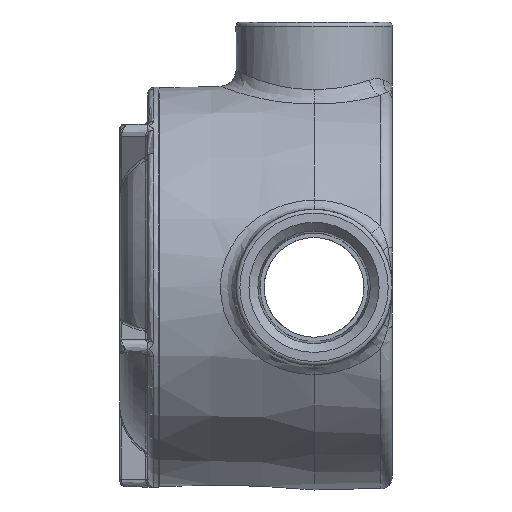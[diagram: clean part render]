
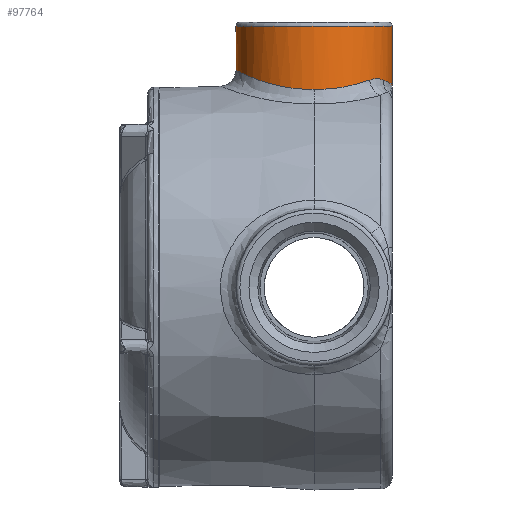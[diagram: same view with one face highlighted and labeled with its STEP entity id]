
A CAD part, left-side view. The second image highlights one B-rep face of the part: STEP entity #97764.
In plain terms, the highlighted cylindrical face has radius 30.956 mm (diameter 61.912 mm), a full revolution.
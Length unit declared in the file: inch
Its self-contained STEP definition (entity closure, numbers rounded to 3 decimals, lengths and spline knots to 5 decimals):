
#3864=B_SPLINE_CURVE_WITH_KNOTS('',3,(#124057,#124058,#124059,#124060,#124061,
#124062,#124063,#124064,#124065,#124066,#124067),.UNSPECIFIED.,.F.,.F.,
(4,1,1,1,1,1,2,4),(-1.77472,-1.59725,-1.41978,
-1.06483,-0.70989,-0.35494,0.,0.00905),
 .UNSPECIFIED.);
#3865=B_SPLINE_CURVE_WITH_KNOTS('',3,(#124069,#124070,#124071,#124072),
 .UNSPECIFIED.,.F.,.F.,(4,4),(0.,1.14701),
 .UNSPECIFIED.);
#3866=B_SPLINE_CURVE_WITH_KNOTS('',3,(#124074,#124075,#124076,#124077,#124078,
#124079,#124080),.UNSPECIFIED.,.F.,.F.,(4,3,4),(20.76355,22.03837,
23.73813),.UNSPECIFIED.);
#3867=B_SPLINE_CURVE_WITH_KNOTS('',3,(#124082,#124083,#124084,#124085,#124086,
#124087,#124088,#124089,#124090,#124091,#124092,#124093),.UNSPECIFIED.,
 .F.,.F.,(4,1,1,1,1,1,1,1,1,4),(17.81785,18.6636,19.50936,
21.20086,22.89237,24.58387,26.27538,27.96689,
28.81264,29.65839),.UNSPECIFIED.);
#3868=B_SPLINE_CURVE_WITH_KNOTS('',3,(#124096,#124097,#124098,#124099,#124100,
#124101,#124102,#124103,#124104,#124105),.UNSPECIFIED.,.F.,.F.,(4,3,3,4),
(23.73813,25.01295,25.86283,26.71271),
 .UNSPECIFIED.);
#3869=B_SPLINE_CURVE_WITH_KNOTS('',3,(#124107,#124108,#124109,#124110),
 .UNSPECIFIED.,.F.,.F.,(4,4),(0.,1.14701),.UNSPECIFIED.);
#3870=B_SPLINE_CURVE_WITH_KNOTS('',3,(#124111,#124112,#124113,#124114,#124115,
#124116,#124117,#124118,#124119,#124120,#124121),.UNSPECIFIED.,.F.,.F.,
(4,2,1,1,1,1,1,4),(-1.78635,-1.77725,-1.4218,
-1.06635,-0.7109,-0.35545,-0.17772,
0.),.UNSPECIFIED.);
#14290=CYLINDRICAL_SURFACE('',#103251,1.21875);
#14425=FACE_OUTER_BOUND('',#19756,.T.);
#19756=EDGE_LOOP('',(#68745,#68746,#68747,#68748,#68749,#68750,#68751,#68752,
#68753,#68754,#68755,#68756));
#25507=LINE('',#124094,#34682);
#34682=VECTOR('',#106933,1.21875);
#43892=CIRCLE('',#103241,1.21875);
#43897=CIRCLE('',#103246,1.21875);
#43898=CIRCLE('',#103247,1.21875);
#44399=VERTEX_POINT('',#124035);
#44400=VERTEX_POINT('',#124036);
#44404=VERTEX_POINT('',#124045);
#44407=VERTEX_POINT('',#124055);
#44408=VERTEX_POINT('',#124056);
#44409=VERTEX_POINT('',#124068);
#44410=VERTEX_POINT('',#124073);
#44411=VERTEX_POINT('',#124081);
#44412=VERTEX_POINT('',#124095);
#44413=VERTEX_POINT('',#124106);
#54096=EDGE_CURVE('',#44399,#44400,#43892,.T.);
#54101=EDGE_CURVE('',#44400,#44404,#43897,.T.);
#54102=EDGE_CURVE('',#44404,#44399,#43898,.T.);
#54106=EDGE_CURVE('',#44407,#44408,#3864,.T.);
#54107=EDGE_CURVE('',#44409,#44407,#3865,.T.);
#54108=EDGE_CURVE('',#44410,#44409,#3866,.T.);
#54109=EDGE_CURVE('',#44411,#44410,#3867,.T.);
#54110=EDGE_CURVE('',#44411,#44404,#25507,.T.);
#54111=EDGE_CURVE('',#44412,#44411,#3868,.T.);
#54112=EDGE_CURVE('',#44413,#44412,#3869,.T.);
#54113=EDGE_CURVE('',#44408,#44413,#3870,.T.);
#68745=ORIENTED_EDGE('',*,*,#54106,.F.);
#68746=ORIENTED_EDGE('',*,*,#54107,.F.);
#68747=ORIENTED_EDGE('',*,*,#54108,.F.);
#68748=ORIENTED_EDGE('',*,*,#54109,.F.);
#68749=ORIENTED_EDGE('',*,*,#54110,.T.);
#68750=ORIENTED_EDGE('',*,*,#54101,.F.);
#68751=ORIENTED_EDGE('',*,*,#54096,.F.);
#68752=ORIENTED_EDGE('',*,*,#54102,.F.);
#68753=ORIENTED_EDGE('',*,*,#54110,.F.);
#68754=ORIENTED_EDGE('',*,*,#54111,.F.);
#68755=ORIENTED_EDGE('',*,*,#54112,.F.);
#68756=ORIENTED_EDGE('',*,*,#54113,.F.);
#97764=ADVANCED_FACE('',(#14425),#14290,.T.);
#103241=AXIS2_PLACEMENT_3D('',#124037,#106910,#106911);
#103246=AXIS2_PLACEMENT_3D('',#124046,#106920,#106921);
#103247=AXIS2_PLACEMENT_3D('',#124047,#106922,#106923);
#103251=AXIS2_PLACEMENT_3D('',#124054,#106931,#106932);
#106910=DIRECTION('center_axis',(0.,0.,1.));
#106911=DIRECTION('ref_axis',(0.,1.,0.));
#106920=DIRECTION('center_axis',(0.,0.,1.));
#106921=DIRECTION('ref_axis',(0.,1.,0.));
#106922=DIRECTION('center_axis',(0.,0.,1.));
#106923=DIRECTION('ref_axis',(0.,1.,0.));
#106931=DIRECTION('center_axis',(0.,0.,-1.));
#106932=DIRECTION('ref_axis',(1.,0.,0.));
#106933=DIRECTION('',(0.,0.,1.));
#124035=CARTESIAN_POINT('',(0.,-1.21875,4.07442));
#124036=CARTESIAN_POINT('',(1.21875,0.,4.07442));
#124037=CARTESIAN_POINT('Origin',(0.,0.,4.07442));
#124045=CARTESIAN_POINT('',(-1.21875,0.,4.07442));
#124046=CARTESIAN_POINT('Origin',(0.,0.,4.07442));
#124047=CARTESIAN_POINT('Origin',(0.,0.,4.07442));
#124054=CARTESIAN_POINT('Origin',(0.,0.,4.14063));
#124055=CARTESIAN_POINT('',(0.5584,-1.0833,3.23097));
#124056=CARTESIAN_POINT('',(0.,-1.21875,3.14211));
#124057=CARTESIAN_POINT('Ctrl Pts',(0.5584,-1.0833,
3.23097));
#124058=CARTESIAN_POINT('Ctrl Pts',(0.54153,-1.092,
3.2266));
#124059=CARTESIAN_POINT('Ctrl Pts',(0.50717,-1.10871,
3.21937));
#124060=CARTESIAN_POINT('Ctrl Pts',(0.43648,-1.13904,
3.20773));
#124061=CARTESIAN_POINT('Ctrl Pts',(0.34564,-1.17062,
3.19574));
#124062=CARTESIAN_POINT('Ctrl Pts',(0.23271,-1.19821,
3.18103));
#124063=CARTESIAN_POINT('Ctrl Pts',(0.1178,-1.21488,
3.16407));
#124064=CARTESIAN_POINT('Ctrl Pts',(0.04105,-1.21866,
3.15032));
#124065=CARTESIAN_POINT('Ctrl Pts',(0.00195,-1.21875,
3.1425));
#124066=CARTESIAN_POINT('Ctrl Pts',(0.00097,-1.21875,3.1423));
#124067=CARTESIAN_POINT('Ctrl Pts',(0.,-1.21875,3.14211));
#124068=CARTESIAN_POINT('',(0.85834,-0.86522,3.23547));
#124069=CARTESIAN_POINT('Ctrl Pts',(0.85834,-0.86522,
3.23547));
#124070=CARTESIAN_POINT('Ctrl Pts',(0.77152,-0.95135,
3.26607));
#124071=CARTESIAN_POINT('Ctrl Pts',(0.66744,-1.02709,3.25928));
#124072=CARTESIAN_POINT('Ctrl Pts',(0.5584,-1.0833,3.23097));
#124073=CARTESIAN_POINT('',(1.21875,0.,3.0931));
#124074=CARTESIAN_POINT('Ctrl Pts',(1.21875,0.,3.0931));
#124075=CARTESIAN_POINT('Ctrl Pts',(1.21875,-0.13877,
3.08825));
#124076=CARTESIAN_POINT('Ctrl Pts',(1.19458,-0.27777,
3.09775));
#124077=CARTESIAN_POINT('Ctrl Pts',(1.14856,-0.40761,
3.11782));
#124078=CARTESIAN_POINT('Ctrl Pts',(1.0872,-0.58074,
3.14457));
#124079=CARTESIAN_POINT('Ctrl Pts',(0.987,-0.73758,
3.19013));
#124080=CARTESIAN_POINT('Ctrl Pts',(0.85834,-0.86522,
3.23547));
#124081=CARTESIAN_POINT('',(-1.21875,0.,3.0931));
#124082=CARTESIAN_POINT('Ctrl Pts',(-1.21875,0.,3.0931));
#124083=CARTESIAN_POINT('Ctrl Pts',(-1.21875,0.09207,
3.08989));
#124084=CARTESIAN_POINT('Ctrl Pts',(-1.19778,0.27636,
3.09565));
#124085=CARTESIAN_POINT('Ctrl Pts',(-1.07463,0.62386,
3.15095));
#124086=CARTESIAN_POINT('Ctrl Pts',(-0.78699,0.98289,
3.27253));
#124087=CARTESIAN_POINT('Ctrl Pts',(-0.28509,1.22879,
3.39042));
#124088=CARTESIAN_POINT('Ctrl Pts',(0.285,1.22869,
3.39024));
#124089=CARTESIAN_POINT('Ctrl Pts',(0.78704,0.9829,
3.27258));
#124090=CARTESIAN_POINT('Ctrl Pts',(1.07466,0.62382,3.15093));
#124091=CARTESIAN_POINT('Ctrl Pts',(1.19779,0.27636,3.09566));
#124092=CARTESIAN_POINT('Ctrl Pts',(1.21875,0.09206,3.08989));
#124093=CARTESIAN_POINT('Ctrl Pts',(1.21875,0.,3.0931));
#124094=CARTESIAN_POINT('',(-1.21875,0.,4.14063));
#124095=CARTESIAN_POINT('',(-0.85834,-0.86522,3.23547));
#124096=CARTESIAN_POINT('Ctrl Pts',(-0.85834,-0.86522,
3.23547));
#124097=CARTESIAN_POINT('Ctrl Pts',(-0.95483,-0.76949,
3.20146));
#124098=CARTESIAN_POINT('Ctrl Pts',(-1.0353,-0.65751,
3.16733));
#124099=CARTESIAN_POINT('Ctrl Pts',(-1.0954,-0.53428,
3.14113));
#124100=CARTESIAN_POINT('Ctrl Pts',(-1.13547,-0.45212,
3.12366));
#124101=CARTESIAN_POINT('Ctrl Pts',(-1.16648,-0.36497,
3.10971));
#124102=CARTESIAN_POINT('Ctrl Pts',(-1.1873,-0.27507,
3.10126));
#124103=CARTESIAN_POINT('Ctrl Pts',(-1.20812,-0.18516,
3.09281));
#124104=CARTESIAN_POINT('Ctrl Pts',(-1.21875,-0.09251,
3.08987));
#124105=CARTESIAN_POINT('Ctrl Pts',(-1.21875,0.,3.0931));
#124106=CARTESIAN_POINT('',(-0.5584,-1.0833,3.23097));
#124107=CARTESIAN_POINT('Ctrl Pts',(-0.5584,-1.0833,
3.23097));
#124108=CARTESIAN_POINT('Ctrl Pts',(-0.66744,-1.02709,
3.25928));
#124109=CARTESIAN_POINT('Ctrl Pts',(-0.77152,-0.95135,
3.26607));
#124110=CARTESIAN_POINT('Ctrl Pts',(-0.85834,-0.86522,
3.23547));
#124111=CARTESIAN_POINT('Ctrl Pts',(0.,-1.21875,3.14211));
#124112=CARTESIAN_POINT('Ctrl Pts',(-0.00098,-1.21875,
3.1423));
#124113=CARTESIAN_POINT('Ctrl Pts',(-0.00196,-1.21875,
3.1425));
#124114=CARTESIAN_POINT('Ctrl Pts',(-0.04112,-1.21865,
3.15034));
#124115=CARTESIAN_POINT('Ctrl Pts',(-0.11792,-1.21488,
3.16409));
#124116=CARTESIAN_POINT('Ctrl Pts',(-0.23284,-1.19818,
3.18105));
#124117=CARTESIAN_POINT('Ctrl Pts',(-0.34539,-1.17069,
3.19571));
#124118=CARTESIAN_POINT('Ctrl Pts',(-0.43641,-1.13907,
3.20772));
#124119=CARTESIAN_POINT('Ctrl Pts',(-0.50708,-1.10875,
3.21935));
#124120=CARTESIAN_POINT('Ctrl Pts',(-0.5415,-1.09201,
3.22659));
#124121=CARTESIAN_POINT('Ctrl Pts',(-0.5584,-1.0833,
3.23097));
